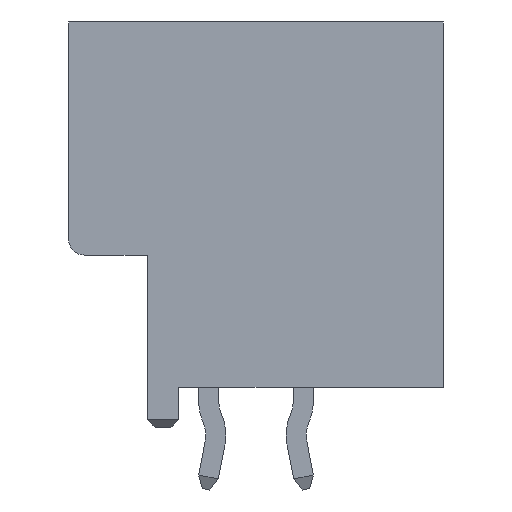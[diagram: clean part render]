
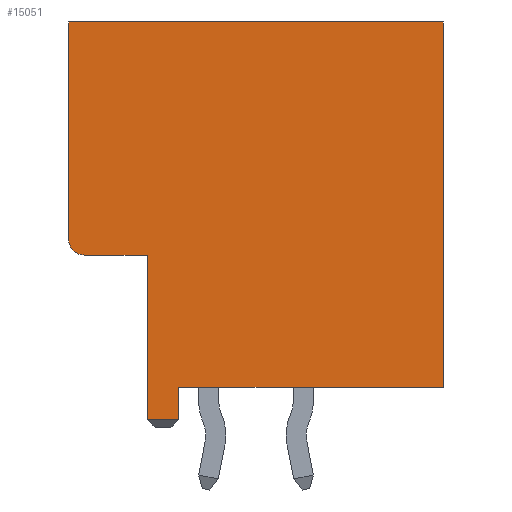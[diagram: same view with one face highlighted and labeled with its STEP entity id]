
A CAD part, left-side view. The second image highlights one B-rep face of the part: STEP entity #15051.
In plain terms, the highlighted planar face has unit normal (-1, 0, 0).
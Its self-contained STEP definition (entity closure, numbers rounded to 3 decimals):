
#257=DIRECTION('',(0.,-1.,0.));
#258=VECTOR('',#257,8.4);
#259=CARTESIAN_POINT('',(-17.,2.45,-5.8));
#260=LINE('',#259,#258);
#4957=DIRECTION('',(0.,-1.,0.));
#4958=VECTOR('',#4957,11.9);
#4959=CARTESIAN_POINT('',(-17.,5.95,5.8));
#4960=LINE('',#4959,#4958);
#4989=DIRECTION('',(0.,1.,0.));
#4990=VECTOR('',#4989,1.);
#4991=CARTESIAN_POINT('',(-17.,2.45,-6.82));
#4992=LINE('',#4991,#4990);
#4993=DIRECTION('',(0.,0.,1.));
#4994=VECTOR('',#4993,5.22);
#4995=CARTESIAN_POINT('',(-17.,3.45,-6.82));
#4996=LINE('',#4995,#4994);
#4997=DIRECTION('',(0.,-1.,0.));
#4998=VECTOR('',#4997,2.);
#4999=CARTESIAN_POINT('',(-17.,5.45,-1.6));
#5000=LINE('',#4999,#4998);
#5001=CARTESIAN_POINT('',(-17.,5.45,-1.1));
#5002=DIRECTION('',(1.,0.,0.));
#5003=DIRECTION('',(0.,0.,-1.));
#5004=AXIS2_PLACEMENT_3D('',#5001,#5002,#5003);
#5006=DIRECTION('',(0.,0.,1.));
#5007=VECTOR('',#5006,6.9);
#5008=CARTESIAN_POINT('',(-17.,5.95,-1.1));
#5009=LINE('',#5008,#5007);
#5010=DIRECTION('',(0.,0.,-1.));
#5011=VECTOR('',#5010,1.02);
#5012=CARTESIAN_POINT('',(-17.,2.45,-5.8));
#5013=LINE('',#5012,#5011);
#5163=DIRECTION('',(0.,0.,1.));
#5164=VECTOR('',#5163,11.6);
#5165=CARTESIAN_POINT('',(-17.,-5.95,-5.8));
#5166=LINE('',#5165,#5164);
#5891=CARTESIAN_POINT('',(-17.,5.95,5.8));
#5892=CARTESIAN_POINT('',(-17.,-5.95,5.8));
#5893=VERTEX_POINT('',#5891);
#5894=VERTEX_POINT('',#5892);
#5899=CARTESIAN_POINT('',(-17.,-5.95,-5.8));
#5900=VERTEX_POINT('',#5899);
#5903=CARTESIAN_POINT('',(-17.,5.45,-1.6));
#5904=CARTESIAN_POINT('',(-17.,5.95,-1.1));
#5905=VERTEX_POINT('',#5903);
#5906=VERTEX_POINT('',#5904);
#5907=CARTESIAN_POINT('',(-17.,3.45,-1.6));
#5908=VERTEX_POINT('',#5907);
#6341=CARTESIAN_POINT('',(-17.,2.45,-5.8));
#6342=VERTEX_POINT('',#6341);
#7058=CARTESIAN_POINT('',(-17.,2.45,-6.82));
#7060=VERTEX_POINT('',#7058);
#7061=CARTESIAN_POINT('',(-17.,3.45,-6.82));
#7062=VERTEX_POINT('',#7061);
#15028=CARTESIAN_POINT('',(-17.,5.95,-5.8));
#15029=DIRECTION('',(-1.,0.,0.));
#15030=DIRECTION('',(0.,-1.,0.));
#15031=AXIS2_PLACEMENT_3D('',#15028,#15029,#15030);
#15032=PLANE('',#15031);
#15034=ORIENTED_EDGE('',*,*,#15033,.T.);
#15036=ORIENTED_EDGE('',*,*,#15035,.T.);
#15038=ORIENTED_EDGE('',*,*,#15037,.F.);
#15040=ORIENTED_EDGE('',*,*,#15039,.T.);
#15042=ORIENTED_EDGE('',*,*,#15041,.T.);
#15043=ORIENTED_EDGE('',*,*,#15011,.T.);
#15045=ORIENTED_EDGE('',*,*,#15044,.F.);
#15046=ORIENTED_EDGE('',*,*,#7682,.F.);
#15048=ORIENTED_EDGE('',*,*,#15047,.T.);
#15049=EDGE_LOOP('',(#15034,#15036,#15038,#15040,#15042,#15043,#15045,#15046,
#15048));
#15050=FACE_OUTER_BOUND('',#15049,.F.);
#15051=ADVANCED_FACE('',(#15050),#15032,.T.);
#5005=CIRCLE('',#5004,0.5);
#7682=EDGE_CURVE('',#6342,#5900,#260,.T.);
#15011=EDGE_CURVE('',#5893,#5894,#4960,.T.);
#15033=EDGE_CURVE('',#7060,#7062,#4992,.T.);
#15035=EDGE_CURVE('',#7062,#5908,#4996,.T.);
#15037=EDGE_CURVE('',#5905,#5908,#5000,.T.);
#15039=EDGE_CURVE('',#5905,#5906,#5005,.T.);
#15041=EDGE_CURVE('',#5906,#5893,#5009,.T.);
#15044=EDGE_CURVE('',#5900,#5894,#5166,.T.);
#15047=EDGE_CURVE('',#6342,#7060,#5013,.T.);
